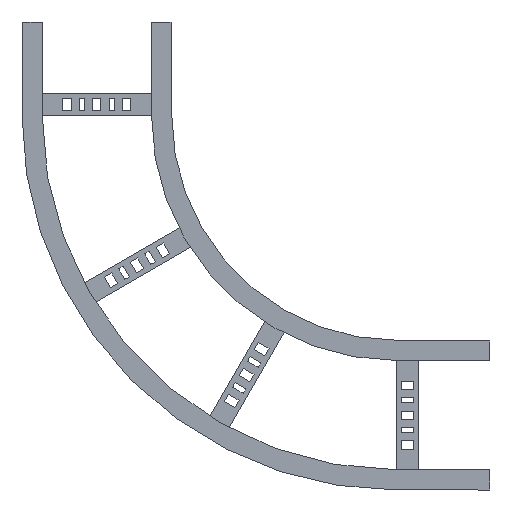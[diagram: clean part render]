
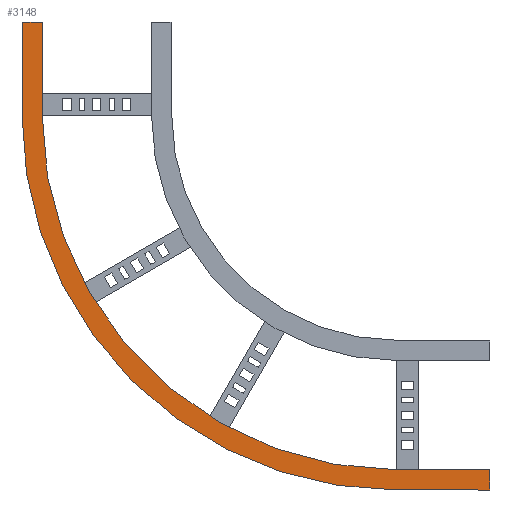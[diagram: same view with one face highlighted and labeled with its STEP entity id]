
A CAD part, front view. The second image highlights one B-rep face of the part: STEP entity #3148.
In plain terms, the highlighted planar face has unit normal (0, -1, 0).
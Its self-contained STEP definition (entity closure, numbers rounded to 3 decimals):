
#22 = LINE ( 'NONE', #107, #3298 ) ;
#80 = DIRECTION ( 'NONE',  ( 1., 0., 0. ) ) ;
#107 = CARTESIAN_POINT ( 'NONE',  ( -27., 0., 0. ) ) ;
#232 = CARTESIAN_POINT ( 'NONE',  ( -27., 0., -125. ) ) ;
#277 = DIRECTION ( 'NONE',  ( 0., 1., 0. ) ) ;
#358 = AXIS2_PLACEMENT_3D ( 'NONE', #3796, #3338, #887 ) ;
#364 = VECTOR ( 'NONE', #426, 1000. ) ;
#400 = DIRECTION ( 'NONE',  ( 0., 0., 1. ) ) ;
#418 = PLANE ( 'NONE',  #3625 ) ;
#426 = DIRECTION ( 'NONE',  ( -1., 0., 0. ) ) ;
#455 = CARTESIAN_POINT ( 'NONE',  ( -500., 0., -598. ) ) ;
#461 = EDGE_CURVE ( 'NONE', #3761, #3653, #22, .T. ) ;
#515 = LINE ( 'NONE', #2612, #364 ) ;
#546 = EDGE_CURVE ( 'NONE', #2172, #3164, #2988, .T. ) ;
#569 = CARTESIAN_POINT ( 'NONE',  ( -500., 0., 0. ) ) ;
#630 = CARTESIAN_POINT ( 'NONE',  ( 0., 0., -598. ) ) ;
#658 = DIRECTION ( 'NONE',  ( 0., 0., -1. ) ) ;
#783 = VECTOR ( 'NONE', #875, 1000. ) ;
#875 = DIRECTION ( 'NONE',  ( 0., 0., -1. ) ) ;
#887 = DIRECTION ( 'NONE',  ( 1., 0., 0. ) ) ;
#904 = ORIENTED_EDGE ( 'NONE', *, *, #1113, .F. ) ;
#920 = DIRECTION ( 'NONE',  ( 1., 0., 0. ) ) ;
#987 = LINE ( 'NONE', #3038, #783 ) ;
#1044 = VECTOR ( 'NONE', #920, 1000. ) ;
#1113 = EDGE_CURVE ( 'NONE', #1973, #2127, #1942, .T. ) ;
#1130 = ORIENTED_EDGE ( 'NONE', *, *, #2060, .T. ) ;
#1133 = EDGE_CURVE ( 'NONE', #3653, #1973, #1144, .T. ) ;
#1144 = LINE ( 'NONE', #569, #1044 ) ;
#1176 = ORIENTED_EDGE ( 'NONE', *, *, #546, .T. ) ;
#1196 = VERTEX_POINT ( 'NONE', #3790 ) ;
#1291 = CARTESIAN_POINT ( 'NONE',  ( -625., 0., -598. ) ) ;
#1306 = CARTESIAN_POINT ( 'NONE',  ( -625., 0., -622.5 ) ) ;
#1469 = CARTESIAN_POINT ( 'NONE',  ( 0., 0., -125. ) ) ;
#1516 = CARTESIAN_POINT ( 'NONE',  ( -625., 0., -598. ) ) ;
#1758 = AXIS2_PLACEMENT_3D ( 'NONE', #2605, #2613, #2643 ) ;
#1813 = CARTESIAN_POINT ( 'NONE',  ( -2.5, 0., 0. ) ) ;
#1815 = ORIENTED_EDGE ( 'NONE', *, *, #2535, .T. ) ;
#1860 = ORIENTED_EDGE ( 'NONE', *, *, #2415, .T. ) ;
#1880 = DIRECTION ( 'NONE',  ( 0., 0., -1. ) ) ;
#1899 = CARTESIAN_POINT ( 'NONE',  ( -27., 0., 0. ) ) ;
#1942 = LINE ( 'NONE', #630, #3098 ) ;
#1973 = VERTEX_POINT ( 'NONE', #3799 ) ;
#2060 = EDGE_CURVE ( 'NONE', #3164, #2435, #515, .T. ) ;
#2127 = VERTEX_POINT ( 'NONE', #1469 ) ;
#2153 = LINE ( 'NONE', #2784, #2815 ) ;
#2172 = VERTEX_POINT ( 'NONE', #232 ) ;
#2195 = DIRECTION ( 'NONE',  ( 0., 0., -1. ) ) ;
#2308 = VERTEX_POINT ( 'NONE', #3529 ) ;
#2409 = ORIENTED_EDGE ( 'NONE', *, *, #461, .F. ) ;
#2415 = EDGE_CURVE ( 'NONE', #3761, #2172, #987, .T. ) ;
#2435 = VERTEX_POINT ( 'NONE', #1516 ) ;
#2440 = VECTOR ( 'NONE', #2195, 1000. ) ;
#2466 = VECTOR ( 'NONE', #1880, 1000. ) ;
#2535 = EDGE_CURVE ( 'NONE', #2308, #1196, #3049, .T. ) ;
#2542 = FACE_OUTER_BOUND ( 'NONE', #3108, .T. ) ;
#2605 = CARTESIAN_POINT ( 'NONE',  ( -500., 0., -125. ) ) ;
#2612 = CARTESIAN_POINT ( 'NONE',  ( -500., 0., -598. ) ) ;
#2613 = DIRECTION ( 'NONE',  ( 0., 1., 0. ) ) ;
#2643 = DIRECTION ( 'NONE',  ( 0., 0., 1. ) ) ;
#2683 = EDGE_CURVE ( 'NONE', #2127, #2787, #2954, .T. ) ;
#2712 = EDGE_CURVE ( 'NONE', #1196, #2787, #2153, .T. ) ;
#2757 = ORIENTED_EDGE ( 'NONE', *, *, #1133, .F. ) ;
#2784 = CARTESIAN_POINT ( 'NONE',  ( -500., 0., -625. ) ) ;
#2787 = VERTEX_POINT ( 'NONE', #3228 ) ;
#2801 = DIRECTION ( 'NONE',  ( 1., 0., 0. ) ) ;
#2815 = VECTOR ( 'NONE', #2801, 1000. ) ;
#2883 = ORIENTED_EDGE ( 'NONE', *, *, #3236, .T. ) ;
#2954 = CIRCLE ( 'NONE', #1758, 500. ) ;
#2988 = CIRCLE ( 'NONE', #358, 473. ) ;
#3038 = CARTESIAN_POINT ( 'NONE',  ( -27., 0., 0. ) ) ;
#3049 = LINE ( 'NONE', #1306, #2466 ) ;
#3098 = VECTOR ( 'NONE', #658, 1000. ) ;
#3108 = EDGE_LOOP ( 'NONE', ( #1860, #1176, #1130, #2883, #1815, #3603, #3256, #904, #2757, #2409 ) ) ;
#3148 = ADVANCED_FACE ( 'NONE', ( #2542 ), #418, .F. ) ;
#3164 = VERTEX_POINT ( 'NONE', #455 ) ;
#3228 = CARTESIAN_POINT ( 'NONE',  ( -500., 0., -625. ) ) ;
#3236 = EDGE_CURVE ( 'NONE', #2435, #2308, #3474, .T. ) ;
#3256 = ORIENTED_EDGE ( 'NONE', *, *, #2683, .F. ) ;
#3298 = VECTOR ( 'NONE', #80, 1000. ) ;
#3338 = DIRECTION ( 'NONE',  ( 0., 1., 0. ) ) ;
#3340 = CARTESIAN_POINT ( 'NONE',  ( -27., 0., 0. ) ) ;
#3474 = LINE ( 'NONE', #1291, #2440 ) ;
#3529 = CARTESIAN_POINT ( 'NONE',  ( -625., 0., -622.5 ) ) ;
#3603 = ORIENTED_EDGE ( 'NONE', *, *, #2712, .T. ) ;
#3625 = AXIS2_PLACEMENT_3D ( 'NONE', #3340, #277, #400 ) ;
#3653 = VERTEX_POINT ( 'NONE', #1813 ) ;
#3761 = VERTEX_POINT ( 'NONE', #1899 ) ;
#3790 = CARTESIAN_POINT ( 'NONE',  ( -625., 0., -625. ) ) ;
#3796 = CARTESIAN_POINT ( 'NONE',  ( -500., 0., -125. ) ) ;
#3799 = CARTESIAN_POINT ( 'NONE',  ( 0., 0., 0. ) ) ;
